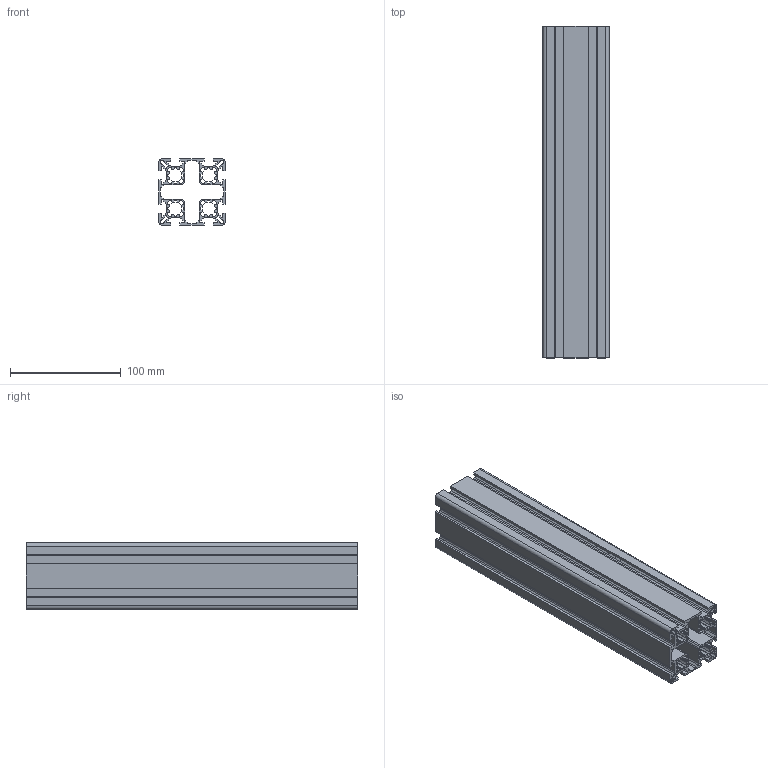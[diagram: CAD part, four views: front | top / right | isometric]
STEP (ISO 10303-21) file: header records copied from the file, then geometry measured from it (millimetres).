
FILE_DESCRIPTION (( 'STEP AP214' ), '1' );
FILE_NAME ('1728064849339.step', '2024-10-04T18:00:52', ( 'Windows User' ), ( '' ), 'SwSTEP 2.0', 'SolidWorks 2011', '' );
FILE_SCHEMA (( 'AUTOMOTIVE_DESIGN' ));
Length unit declared in the file: millimetre
Products named in the file (2): 1728064849339; 1.11.060060.83Lx300.00(1)
Assembly tree (1 placements, depth 2):
  1728064849339
    1.11.060060.83Lx300.00(1)
Bounding box: 60 x 300 x 60 mm (x, y, z)
Volume: 277608.6 mm3; surface area: 314001.1 mm2
Topology: 1 solids, 1 shells, 390 faces, 1164 edges, 776 vertices
Faces by surface type: plane 226, cylinder 164
Entity records: 13258 total; most frequent: CARTESIAN_POINT 2334, ORIENTED_EDGE 2328, DIRECTION 2280, EDGE_CURVE 1164, VECTOR 836, LINE 836, VERTEX_POINT 776, AXIS2_PLACEMENT_3D 722
